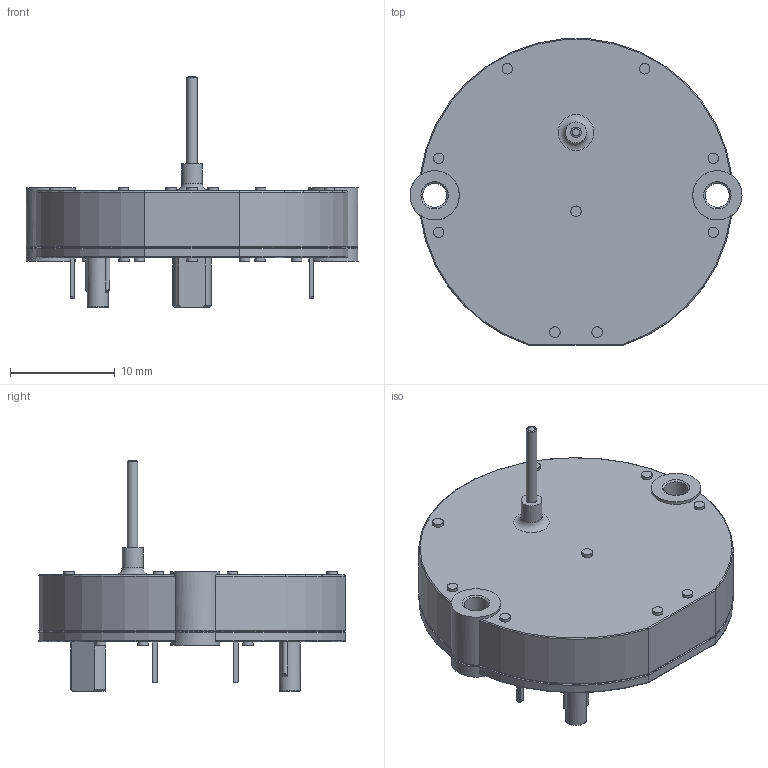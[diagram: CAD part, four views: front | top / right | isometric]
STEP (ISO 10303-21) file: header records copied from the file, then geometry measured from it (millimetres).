
FILE_DESCRIPTION(/* description */ ('MICROSTEPPER, GAUGE, 315 DEG ROT'),/* implementation_level */ '2;1');
FILE_NAME(/* name */ 'VID29-02P v1.step',/* time_stamp */ '2023-11-25T07:10:19+10:00',/* author */ (''),/* organization */ (''),/* preprocessor_version */ 'ST-DEVELOPER v20',/* originating_system */ 'Autodesk Translation Framework v12.14.0.127',/* authorisation */ '');
FILE_SCHEMA (('AUTOMOTIVE_DESIGN { 1 0 10303 214 3 1 1 }'));
Length unit declared in the file: inch
Products named in the file (1): VID29-02P
Bounding box: 31.7 x 29.25 x 22 mm (x, y, z)
Volume: 4554 mm3; surface area: 3714.2 mm2
Topology: 2 solids, 2 shells, 146 faces, 316 edges, 204 vertices
Faces by surface type: plane 61, cylinder 56, torus 19, cone 10
Full cylindrical faces by diameter (mm): 1 x21, 1.222 x1, 1.4 x1, 2 x2, 2.3 x4, 4.7 x4
Entity records: 4384 total; most frequent: CARTESIAN_POINT 1011, DIRECTION 728, ORIENTED_EDGE 632, EDGE_CURVE 316, AXIS2_PLACEMENT_3D 299, VERTEX_POINT 204, EDGE_LOOP 184, CIRCLE 152
